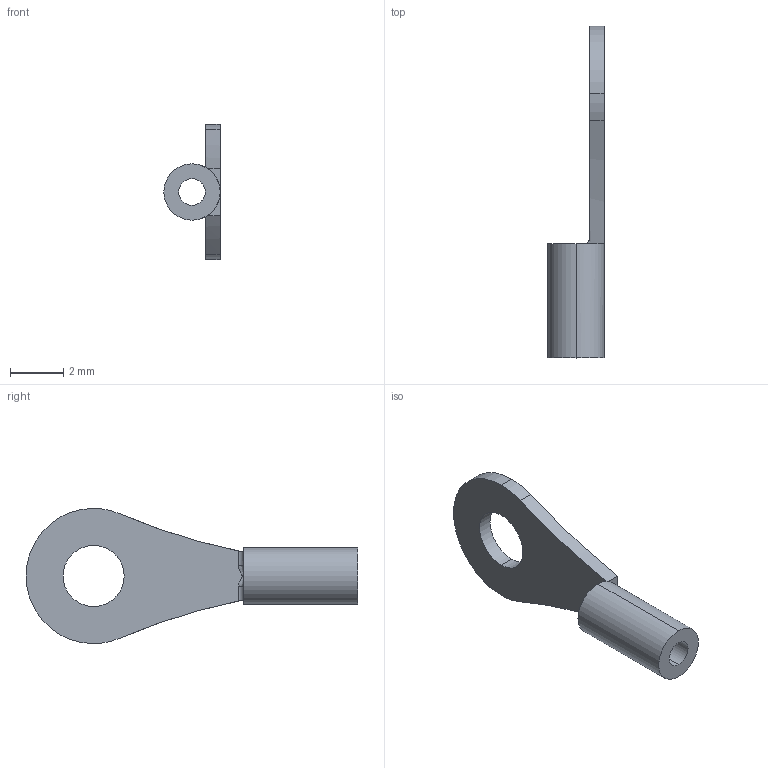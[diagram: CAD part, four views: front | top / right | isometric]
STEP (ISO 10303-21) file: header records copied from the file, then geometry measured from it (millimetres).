
FILE_DESCRIPTION (( 'STEP AP214' ), '1' );
FILE_NAME ('360-RING-1.0-M2.STEP', '2020-04-15T06:39:50', ( '' ), ( '' ), 'SwSTEP 2.0', 'SolidWorks 2017', '' );
FILE_SCHEMA (( 'AUTOMOTIVE_DESIGN' ));
Length unit declared in the file: millimetre
Products named in the file (1): 360-RING-1.0-M2
Bounding box: 2.12 x 12.5 x 5.09 mm (x, y, z)
Volume: 25.7 mm3; surface area: 112.4 mm2
Topology: 1 solids, 1 shells, 20 faces, 52 edges, 33 vertices
Faces by surface type: cylinder 13, plane 6, bspline 1
Entity records: 721 total; most frequent: CARTESIAN_POINT 170, DIRECTION 118, ORIENTED_EDGE 104, EDGE_CURVE 52, AXIS2_PLACEMENT_3D 49, VERTEX_POINT 33, CIRCLE 29, EDGE_LOOP 23
